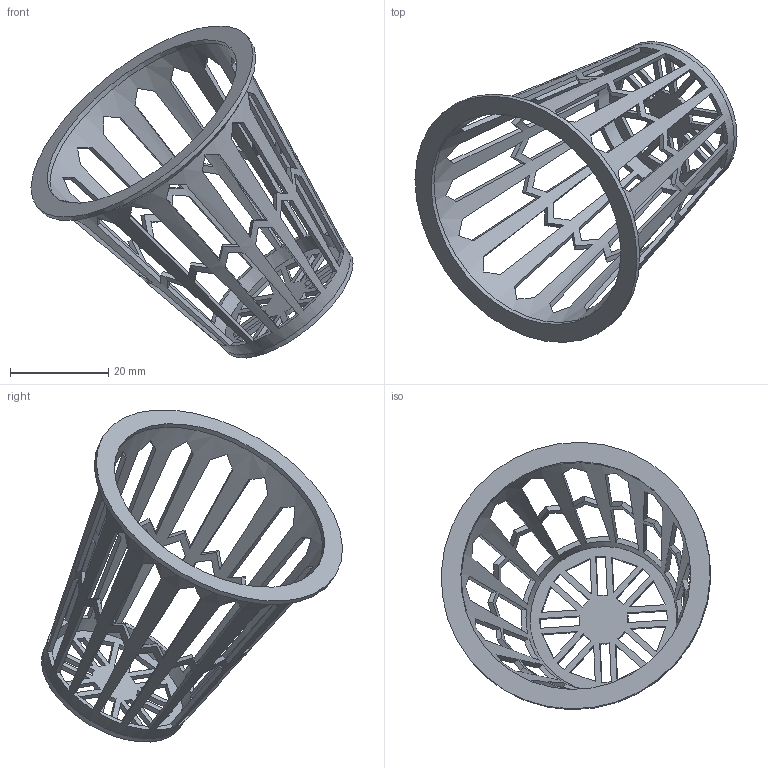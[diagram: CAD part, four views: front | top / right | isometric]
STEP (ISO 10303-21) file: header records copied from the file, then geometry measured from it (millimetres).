
FILE_DESCRIPTION(('HOOPS Exchange Step'),'2;1');
FILE_NAME('temp_export','2024-10-14T12:59:47-05:00',('mobile'),('Shapr3D Limited'),'HOOPS Exchange 2024.2','Shapr3D','Authorized');
FILE_SCHEMA( ('AP203_CONFIGURATION_CONTROLLED_3D_DESIGN_OF_MECHANICAL_PARTS_AND_ASSEMBLIES_MIM_LF') );
Length unit declared in the file: millimetre
Products named in the file (1): Canastilla
Bounding box: 65.43 x 61.17 x 67.45 mm (x, y, z)
Volume: 4579.8 mm3; surface area: 10309.8 mm2
Topology: 1 solids, 1 shells, 243 faces, 725 edges, 481 vertices
Faces by surface type: plane 227, cylinder 13, cone 3
Full cylindrical faces by diameter (mm): 32 x1, 47 x1, 55 x1
Entity records: 8200 total; most frequent: CARTESIAN_POINT 2218, ORIENTED_EDGE 1450, DIRECTION 958, EDGE_CURVE 725, VERTEX_POINT 481, VECTOR 340, LINE 340, EDGE_LOOP 336
